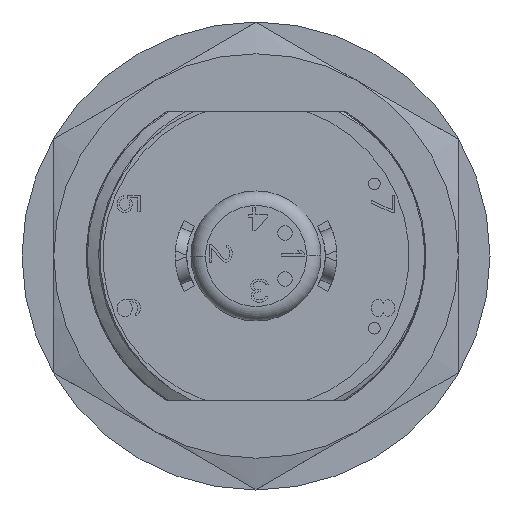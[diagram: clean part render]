
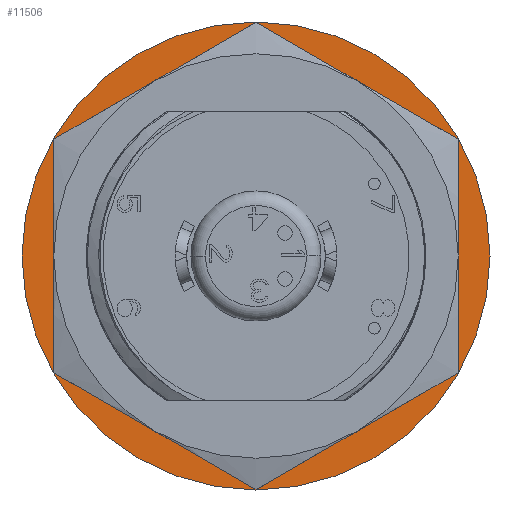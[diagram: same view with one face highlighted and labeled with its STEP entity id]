
A CAD part, front view. The second image highlights one B-rep face of the part: STEP entity #11506.
In plain terms, the highlighted planar face has unit normal (0, -1, 0).
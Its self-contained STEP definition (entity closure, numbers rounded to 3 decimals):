
#2919=CARTESIAN_POINT('',(0.,10.95,0.));
#2920=DIRECTION('',(0.,-1.,0.));
#2921=DIRECTION('',(-1.,0.,0.));
#2922=AXIS2_PLACEMENT_3D('',#2919,#2920,#2921);
#2924=CARTESIAN_POINT('',(0.,10.95,0.));
#2925=DIRECTION('',(0.,1.,0.));
#2926=DIRECTION('',(-1.,0.,0.));
#2927=AXIS2_PLACEMENT_3D('',#2924,#2925,#2926);
#2929=CARTESIAN_POINT('',(0.,10.95,0.));
#2930=DIRECTION('',(0.,-1.,0.));
#2931=DIRECTION('',(0.,0.,-1.));
#2932=AXIS2_PLACEMENT_3D('',#2929,#2930,#2931);
#2934=CARTESIAN_POINT('',(0.,10.95,0.));
#2935=DIRECTION('',(0.,-1.,0.));
#2936=DIRECTION('',(0.,0.,1.));
#2937=AXIS2_PLACEMENT_3D('',#2934,#2935,#2936);
#8850=CARTESIAN_POINT('',(-8.1,10.95,0.));
#8852=VERTEX_POINT('',#8850);
#8854=CARTESIAN_POINT('',(8.1,10.95,0.));
#8856=VERTEX_POINT('',#8854);
#8881=CARTESIAN_POINT('',(0.,10.95,-7.018));
#8882=CARTESIAN_POINT('',(0.,10.95,7.018));
#8883=VERTEX_POINT('',#8881);
#8884=VERTEX_POINT('',#8882);
#11490=CARTESIAN_POINT('',(0.,10.95,0.));
#11491=DIRECTION('',(0.,-1.,0.));
#11492=DIRECTION('',(-1.,0.,0.));
#11493=AXIS2_PLACEMENT_3D('',#11490,#11491,#11492);
#11494=PLANE('',#11493);
#11496=ORIENTED_EDGE('',*,*,#11495,.F.);
#11498=ORIENTED_EDGE('',*,*,#11497,.T.);
#11499=EDGE_LOOP('',(#11496,#11498));
#11500=FACE_OUTER_BOUND('',#11499,.F.);
#11501=ORIENTED_EDGE('',*,*,#11480,.T.);
#11503=ORIENTED_EDGE('',*,*,#11502,.T.);
#11504=EDGE_LOOP('',(#11501,#11503));
#11505=FACE_BOUND('',#11504,.F.);
#11506=ADVANCED_FACE('',(#11500,#11505),#11494,.T.);
#2923=CIRCLE('',#2922,8.1);
#2928=CIRCLE('',#2927,8.1);
#2933=CIRCLE('',#2932,7.018);
#2938=CIRCLE('',#2937,7.018);
#11480=EDGE_CURVE('',#8883,#8884,#2933,.T.);
#11495=EDGE_CURVE('',#8852,#8856,#2923,.T.);
#11497=EDGE_CURVE('',#8852,#8856,#2928,.T.);
#11502=EDGE_CURVE('',#8884,#8883,#2938,.T.);
